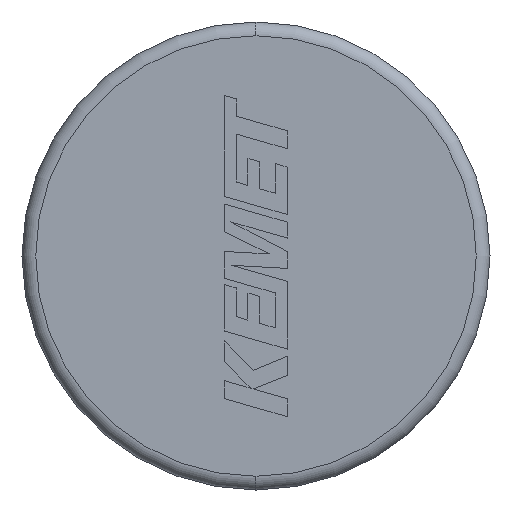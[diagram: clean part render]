
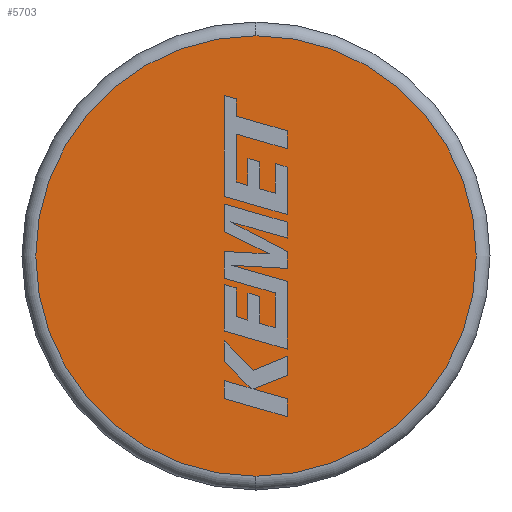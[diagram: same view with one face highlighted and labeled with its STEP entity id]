
A CAD part, left-side view. The second image highlights one B-rep face of the part: STEP entity #5703.
In plain terms, the highlighted planar face has unit normal (-1, 0, 0).
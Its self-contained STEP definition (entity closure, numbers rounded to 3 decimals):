
#5056 = TOROIDAL_SURFACE('',#5057,3.2,0.2);
#5057 = AXIS2_PLACEMENT_3D('',#5058,#5059,#5060);
#5058 = CARTESIAN_POINT('',(0.2,0.,0.));
#5059 = DIRECTION('',(1.,0.,0.));
#5060 = DIRECTION('',(0.,0.,-1.));
#5092 = EDGE_CURVE('',#5093,#5095,#5097,.T.);
#5093 = VERTEX_POINT('',#5094);
#5094 = CARTESIAN_POINT('',(0.,0.,3.2));
#5095 = VERTEX_POINT('',#5096);
#5096 = CARTESIAN_POINT('',(0.,0.,-3.2));
#5097 = SURFACE_CURVE('',#5098,(#5103,#5110),.PCURVE_S1.);
#5098 = CIRCLE('',#5099,3.2);
#5099 = AXIS2_PLACEMENT_3D('',#5100,#5101,#5102);
#5100 = CARTESIAN_POINT('',(0.,0.,0.));
#5101 = DIRECTION('',(-1.,-0.,-0.));
#5102 = DIRECTION('',(0.,0.,-1.));
#5103 = PCURVE('',#5056,#5104);
#5104 = DEFINITIONAL_REPRESENTATION('',(#5105),#5109);
#5105 = LINE('',#5106,#5107);
#5106 = CARTESIAN_POINT('',(6.283,4.712));
#5107 = VECTOR('',#5108,1.);
#5108 = DIRECTION('',(-1.,0.));
#5109 = ( GEOMETRIC_REPRESENTATION_CONTEXT(2) 
PARAMETRIC_REPRESENTATION_CONTEXT() REPRESENTATION_CONTEXT('2D SPACE',''
  ) );
#5110 = PCURVE('',#5111,#5116);
#5111 = PLANE('',#5112);
#5112 = AXIS2_PLACEMENT_3D('',#5113,#5114,#5115);
#5113 = CARTESIAN_POINT('',(0.,0.,0.));
#5114 = DIRECTION('',(1.,0.,0.));
#5115 = DIRECTION('',(0.,0.,-1.));
#5116 = DEFINITIONAL_REPRESENTATION('',(#5117),#5125);
#5117 = ( BOUNDED_CURVE() B_SPLINE_CURVE(2,(#5118,#5119,#5120,#5121,
#5122,#5123,#5124),.UNSPECIFIED.,.T.,.F.) B_SPLINE_CURVE_WITH_KNOTS((1,2
    ,2,2,2,1),(-2.094,0.,2.094,4.189,
6.283,8.378),.UNSPECIFIED.) CURVE() 
GEOMETRIC_REPRESENTATION_ITEM() RATIONAL_B_SPLINE_CURVE((1.,0.5,1.,0.5,
1.,0.5,1.)) REPRESENTATION_ITEM('') );
#5118 = CARTESIAN_POINT('',(3.2,0.));
#5119 = CARTESIAN_POINT('',(3.2,-5.543));
#5120 = CARTESIAN_POINT('',(-1.6,-2.771));
#5121 = CARTESIAN_POINT('',(-6.4,0.));
#5122 = CARTESIAN_POINT('',(-1.6,2.771));
#5123 = CARTESIAN_POINT('',(3.2,5.543));
#5124 = CARTESIAN_POINT('',(3.2,0.));
#5125 = ( GEOMETRIC_REPRESENTATION_CONTEXT(2) 
PARAMETRIC_REPRESENTATION_CONTEXT() REPRESENTATION_CONTEXT('2D SPACE',''
  ) );
#5142 = TOROIDAL_SURFACE('',#5143,3.2,0.2);
#5143 = AXIS2_PLACEMENT_3D('',#5144,#5145,#5146);
#5144 = CARTESIAN_POINT('',(0.2,0.,0.));
#5145 = DIRECTION('',(1.,0.,0.));
#5146 = DIRECTION('',(0.,0.,-1.));
#5703 = ADVANCED_FACE('',(#5704),#5111,.F.);
#5704 = FACE_BOUND('',#5705,.T.);
#5705 = EDGE_LOOP('',(#5706,#5732));
#5706 = ORIENTED_EDGE('',*,*,#5707,.T.);
#5707 = EDGE_CURVE('',#5095,#5093,#5708,.T.);
#5708 = SURFACE_CURVE('',#5709,(#5714,#5725),.PCURVE_S1.);
#5709 = CIRCLE('',#5710,3.2);
#5710 = AXIS2_PLACEMENT_3D('',#5711,#5712,#5713);
#5711 = CARTESIAN_POINT('',(0.,0.,0.));
#5712 = DIRECTION('',(-1.,-0.,-0.));
#5713 = DIRECTION('',(0.,0.,-1.));
#5714 = PCURVE('',#5111,#5715);
#5715 = DEFINITIONAL_REPRESENTATION('',(#5716),#5724);
#5716 = ( BOUNDED_CURVE() B_SPLINE_CURVE(2,(#5717,#5718,#5719,#5720,
#5721,#5722,#5723),.UNSPECIFIED.,.T.,.F.) B_SPLINE_CURVE_WITH_KNOTS((1,2
    ,2,2,2,1),(-2.094,0.,2.094,4.189,
6.283,8.378),.UNSPECIFIED.) CURVE() 
GEOMETRIC_REPRESENTATION_ITEM() RATIONAL_B_SPLINE_CURVE((1.,0.5,1.,0.5,
1.,0.5,1.)) REPRESENTATION_ITEM('') );
#5717 = CARTESIAN_POINT('',(3.2,0.));
#5718 = CARTESIAN_POINT('',(3.2,-5.543));
#5719 = CARTESIAN_POINT('',(-1.6,-2.771));
#5720 = CARTESIAN_POINT('',(-6.4,0.));
#5721 = CARTESIAN_POINT('',(-1.6,2.771));
#5722 = CARTESIAN_POINT('',(3.2,5.543));
#5723 = CARTESIAN_POINT('',(3.2,0.));
#5724 = ( GEOMETRIC_REPRESENTATION_CONTEXT(2) 
PARAMETRIC_REPRESENTATION_CONTEXT() REPRESENTATION_CONTEXT('2D SPACE',''
  ) );
#5725 = PCURVE('',#5142,#5726);
#5726 = DEFINITIONAL_REPRESENTATION('',(#5727),#5731);
#5727 = LINE('',#5728,#5729);
#5728 = CARTESIAN_POINT('',(6.283,4.712));
#5729 = VECTOR('',#5730,1.);
#5730 = DIRECTION('',(-1.,0.));
#5731 = ( GEOMETRIC_REPRESENTATION_CONTEXT(2) 
PARAMETRIC_REPRESENTATION_CONTEXT() REPRESENTATION_CONTEXT('2D SPACE',''
  ) );
#5732 = ORIENTED_EDGE('',*,*,#5092,.T.);
